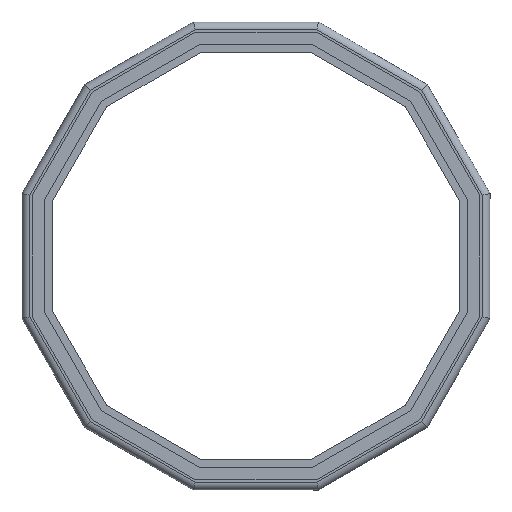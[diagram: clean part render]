
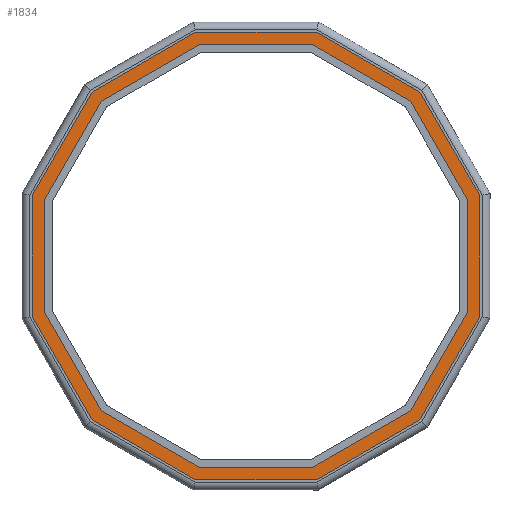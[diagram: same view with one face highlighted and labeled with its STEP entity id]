
A CAD part, front view. The second image highlights one B-rep face of the part: STEP entity #1834.
In plain terms, the highlighted planar face has unit normal (0, -1, 0).
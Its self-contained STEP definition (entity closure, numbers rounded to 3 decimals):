
#64=FACE_BOUND('',#210,.T.);
#106=FACE_OUTER_BOUND('',#209,.T.);
#209=EDGE_LOOP('',(#1359,#1360,#1361,#1362,#1363,#1364,#1365,#1366,#1367,
#1368,#1369,#1370));
#210=EDGE_LOOP('',(#1371,#1372,#1373,#1374,#1375,#1376,#1377,#1378,#1379,
#1380,#1381,#1382));
#315=LINE('',#2618,#555);
#319=LINE('',#2626,#559);
#322=LINE('',#2632,#562);
#325=LINE('',#2638,#565);
#328=LINE('',#2644,#568);
#331=LINE('',#2650,#571);
#334=LINE('',#2656,#574);
#337=LINE('',#2662,#577);
#340=LINE('',#2668,#580);
#343=LINE('',#2674,#583);
#346=LINE('',#2680,#586);
#349=LINE('',#2685,#589);
#353=LINE('',#2695,#593);
#356=LINE('',#2701,#596);
#359=LINE('',#2707,#599);
#362=LINE('',#2713,#602);
#365=LINE('',#2719,#605);
#368=LINE('',#2725,#608);
#371=LINE('',#2731,#611);
#374=LINE('',#2737,#614);
#377=LINE('',#2743,#617);
#380=LINE('',#2749,#620);
#383=LINE('',#2755,#623);
#386=LINE('',#2759,#626);
#555=VECTOR('',#2112,10.);
#559=VECTOR('',#2118,10.);
#562=VECTOR('',#2123,10.);
#565=VECTOR('',#2128,10.);
#568=VECTOR('',#2133,10.);
#571=VECTOR('',#2138,10.);
#574=VECTOR('',#2143,10.);
#577=VECTOR('',#2148,10.);
#580=VECTOR('',#2153,10.);
#583=VECTOR('',#2158,10.);
#586=VECTOR('',#2163,10.);
#589=VECTOR('',#2168,10.);
#593=VECTOR('',#2176,10.);
#596=VECTOR('',#2181,10.);
#599=VECTOR('',#2186,10.);
#602=VECTOR('',#2191,10.);
#605=VECTOR('',#2196,10.);
#608=VECTOR('',#2201,10.);
#611=VECTOR('',#2206,10.);
#614=VECTOR('',#2211,10.);
#617=VECTOR('',#2216,10.);
#620=VECTOR('',#2221,10.);
#623=VECTOR('',#2226,10.);
#626=VECTOR('',#2231,10.);
#783=VERTEX_POINT('',#2616);
#784=VERTEX_POINT('',#2617);
#787=VERTEX_POINT('',#2625);
#789=VERTEX_POINT('',#2631);
#791=VERTEX_POINT('',#2637);
#793=VERTEX_POINT('',#2643);
#795=VERTEX_POINT('',#2649);
#797=VERTEX_POINT('',#2655);
#799=VERTEX_POINT('',#2661);
#801=VERTEX_POINT('',#2667);
#803=VERTEX_POINT('',#2673);
#805=VERTEX_POINT('',#2679);
#809=VERTEX_POINT('',#2692);
#810=VERTEX_POINT('',#2694);
#812=VERTEX_POINT('',#2700);
#814=VERTEX_POINT('',#2706);
#816=VERTEX_POINT('',#2712);
#818=VERTEX_POINT('',#2718);
#820=VERTEX_POINT('',#2724);
#822=VERTEX_POINT('',#2730);
#824=VERTEX_POINT('',#2736);
#826=VERTEX_POINT('',#2742);
#828=VERTEX_POINT('',#2748);
#830=VERTEX_POINT('',#2754);
#963=EDGE_CURVE('',#783,#784,#315,.T.);
#967=EDGE_CURVE('',#787,#783,#319,.T.);
#970=EDGE_CURVE('',#789,#787,#322,.T.);
#973=EDGE_CURVE('',#791,#789,#325,.T.);
#976=EDGE_CURVE('',#793,#791,#328,.T.);
#979=EDGE_CURVE('',#795,#793,#331,.T.);
#982=EDGE_CURVE('',#797,#795,#334,.T.);
#985=EDGE_CURVE('',#799,#797,#337,.T.);
#988=EDGE_CURVE('',#801,#799,#340,.T.);
#991=EDGE_CURVE('',#803,#801,#343,.T.);
#994=EDGE_CURVE('',#805,#803,#346,.T.);
#997=EDGE_CURVE('',#784,#805,#349,.T.);
#1001=EDGE_CURVE('',#810,#809,#353,.T.);
#1004=EDGE_CURVE('',#812,#810,#356,.T.);
#1007=EDGE_CURVE('',#814,#812,#359,.T.);
#1010=EDGE_CURVE('',#816,#814,#362,.T.);
#1013=EDGE_CURVE('',#818,#816,#365,.T.);
#1016=EDGE_CURVE('',#820,#818,#368,.T.);
#1019=EDGE_CURVE('',#822,#820,#371,.T.);
#1022=EDGE_CURVE('',#824,#822,#374,.T.);
#1025=EDGE_CURVE('',#826,#824,#377,.T.);
#1028=EDGE_CURVE('',#828,#826,#380,.T.);
#1031=EDGE_CURVE('',#830,#828,#383,.T.);
#1034=EDGE_CURVE('',#809,#830,#386,.T.);
#1359=ORIENTED_EDGE('',*,*,#1034,.T.);
#1360=ORIENTED_EDGE('',*,*,#1031,.T.);
#1361=ORIENTED_EDGE('',*,*,#1028,.T.);
#1362=ORIENTED_EDGE('',*,*,#1025,.T.);
#1363=ORIENTED_EDGE('',*,*,#1022,.T.);
#1364=ORIENTED_EDGE('',*,*,#1019,.T.);
#1365=ORIENTED_EDGE('',*,*,#1016,.T.);
#1366=ORIENTED_EDGE('',*,*,#1013,.T.);
#1367=ORIENTED_EDGE('',*,*,#1010,.T.);
#1368=ORIENTED_EDGE('',*,*,#1007,.T.);
#1369=ORIENTED_EDGE('',*,*,#1004,.T.);
#1370=ORIENTED_EDGE('',*,*,#1001,.T.);
#1371=ORIENTED_EDGE('',*,*,#963,.T.);
#1372=ORIENTED_EDGE('',*,*,#997,.T.);
#1373=ORIENTED_EDGE('',*,*,#994,.T.);
#1374=ORIENTED_EDGE('',*,*,#991,.T.);
#1375=ORIENTED_EDGE('',*,*,#988,.T.);
#1376=ORIENTED_EDGE('',*,*,#985,.T.);
#1377=ORIENTED_EDGE('',*,*,#982,.T.);
#1378=ORIENTED_EDGE('',*,*,#979,.T.);
#1379=ORIENTED_EDGE('',*,*,#976,.T.);
#1380=ORIENTED_EDGE('',*,*,#973,.T.);
#1381=ORIENTED_EDGE('',*,*,#970,.T.);
#1382=ORIENTED_EDGE('',*,*,#967,.T.);
#1756=PLANE('',#1959);
#1834=ADVANCED_FACE('',(#106,#64),#1756,.T.);
#1959=AXIS2_PLACEMENT_3D('',#2760,#2232,#2233);
#2112=DIRECTION('',(-0.866,0.,0.5));
#2118=DIRECTION('',(-1.,0.,0.));
#2123=DIRECTION('',(-0.866,0.,-0.5));
#2128=DIRECTION('',(-0.5,0.,-0.866));
#2133=DIRECTION('',(0.,0.,-1.));
#2138=DIRECTION('',(0.5,0.,-0.866));
#2143=DIRECTION('',(0.866,0.,-0.5));
#2148=DIRECTION('',(1.,0.,0.));
#2153=DIRECTION('',(0.866,0.,0.5));
#2158=DIRECTION('',(0.5,0.,0.866));
#2163=DIRECTION('',(0.,0.,1.));
#2168=DIRECTION('',(-0.5,0.,0.866));
#2176=DIRECTION('',(0.,0.,-1.));
#2181=DIRECTION('',(-0.5,0.,-0.866));
#2186=DIRECTION('',(-0.866,0.,-0.5));
#2191=DIRECTION('',(-1.,0.,0.));
#2196=DIRECTION('',(-0.866,0.,0.5));
#2201=DIRECTION('',(-0.5,0.,0.866));
#2206=DIRECTION('',(0.,0.,1.));
#2211=DIRECTION('',(0.5,0.,0.866));
#2216=DIRECTION('',(0.866,0.,0.5));
#2221=DIRECTION('',(1.,0.,0.));
#2226=DIRECTION('',(0.866,0.,-0.5));
#2231=DIRECTION('',(0.5,0.,-0.866));
#2232=DIRECTION('center_axis',(0.,-1.,0.));
#2233=DIRECTION('ref_axis',(0.,0.,-1.));
#2616=CARTESIAN_POINT('',(-9.023,1.2,-33.675));
#2617=CARTESIAN_POINT('',(-24.652,1.2,-24.652));
#2618=CARTESIAN_POINT('',(-12.93,1.2,-31.419));
#2625=CARTESIAN_POINT('',(9.023,1.2,-33.675));
#2626=CARTESIAN_POINT('',(4.512,1.2,-33.675));
#2631=CARTESIAN_POINT('',(24.652,1.2,-24.652));
#2632=CARTESIAN_POINT('',(20.745,1.2,-26.908));
#2637=CARTESIAN_POINT('',(33.675,1.2,-9.023));
#2638=CARTESIAN_POINT('',(31.419,1.2,-12.93));
#2643=CARTESIAN_POINT('',(33.675,1.2,9.023));
#2644=CARTESIAN_POINT('',(33.675,1.2,4.512));
#2649=CARTESIAN_POINT('',(24.652,1.2,24.652));
#2650=CARTESIAN_POINT('',(26.908,1.2,20.745));
#2655=CARTESIAN_POINT('',(9.023,1.2,33.675));
#2656=CARTESIAN_POINT('',(12.93,1.2,31.419));
#2661=CARTESIAN_POINT('',(-9.023,1.2,33.675));
#2662=CARTESIAN_POINT('',(-4.512,1.2,33.675));
#2667=CARTESIAN_POINT('',(-24.652,1.2,24.652));
#2668=CARTESIAN_POINT('',(-20.745,1.2,26.908));
#2673=CARTESIAN_POINT('',(-33.675,1.2,9.023));
#2674=CARTESIAN_POINT('',(-31.419,1.2,12.93));
#2679=CARTESIAN_POINT('',(-33.675,1.2,-9.023));
#2680=CARTESIAN_POINT('',(-33.675,1.2,-4.512));
#2685=CARTESIAN_POINT('',(-26.908,1.2,-20.745));
#2692=CARTESIAN_POINT('',(-35.675,1.2,-9.559));
#2694=CARTESIAN_POINT('',(-35.675,1.2,9.559));
#2695=CARTESIAN_POINT('',(-35.675,1.2,-9.559));
#2700=CARTESIAN_POINT('',(-26.116,1.2,26.116));
#2701=CARTESIAN_POINT('',(-35.675,1.2,9.559));
#2706=CARTESIAN_POINT('',(-9.559,1.2,35.675));
#2707=CARTESIAN_POINT('',(-26.116,1.2,26.116));
#2712=CARTESIAN_POINT('',(9.559,1.2,35.675));
#2713=CARTESIAN_POINT('',(-9.559,1.2,35.675));
#2718=CARTESIAN_POINT('',(26.116,1.2,26.116));
#2719=CARTESIAN_POINT('',(9.559,1.2,35.675));
#2724=CARTESIAN_POINT('',(35.675,1.2,9.559));
#2725=CARTESIAN_POINT('',(26.116,1.2,26.116));
#2730=CARTESIAN_POINT('',(35.675,1.2,-9.559));
#2731=CARTESIAN_POINT('',(35.675,1.2,9.559));
#2736=CARTESIAN_POINT('',(26.116,1.2,-26.116));
#2737=CARTESIAN_POINT('',(35.675,1.2,-9.559));
#2742=CARTESIAN_POINT('',(9.559,1.2,-35.675));
#2743=CARTESIAN_POINT('',(26.116,1.2,-26.116));
#2748=CARTESIAN_POINT('',(-9.559,1.2,-35.675));
#2749=CARTESIAN_POINT('',(9.559,1.2,-35.675));
#2754=CARTESIAN_POINT('',(-26.116,1.2,-26.116));
#2755=CARTESIAN_POINT('',(-9.559,1.2,-35.675));
#2759=CARTESIAN_POINT('',(-26.116,1.2,-26.116));
#2760=CARTESIAN_POINT('Origin',(0.,1.2,0.));
